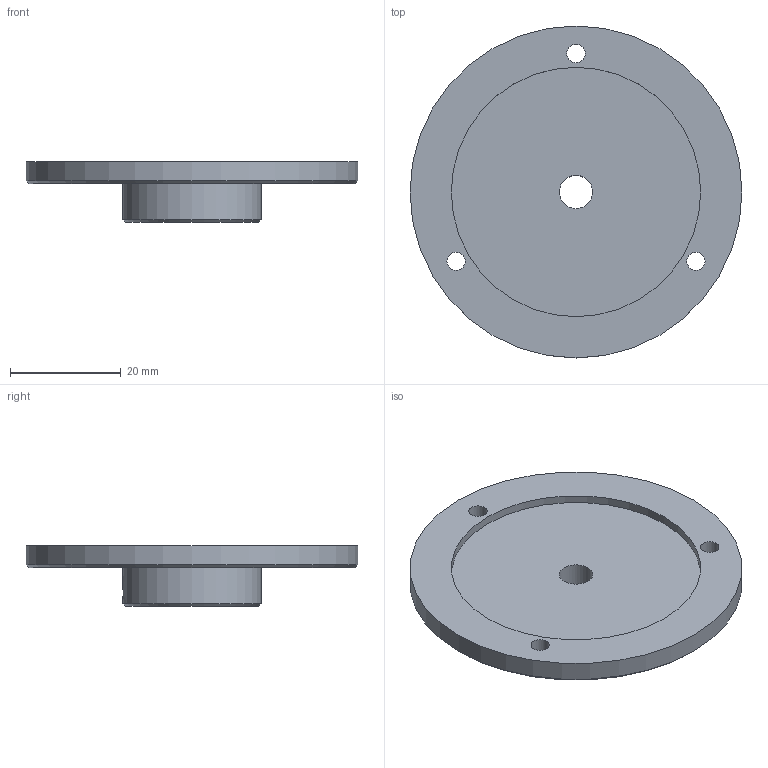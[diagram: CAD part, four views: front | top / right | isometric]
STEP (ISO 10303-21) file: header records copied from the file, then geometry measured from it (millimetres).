
FILE_DESCRIPTION(('STEP AP214'),'1');
FILE_NAME('BMR-020a ADAPTATION PIGNON CODEUR.step','2016-02-17T21:06:21',(' '),(' '),'Spatial InterOp 3D',' ',' ');
FILE_SCHEMA(('automotive_design'));
Length unit declared in the file: millimetre
Products named in the file (1): ADAPTATION PIGNON CODEUR
Bounding box: 59.9 x 59.9 x 11 mm (x, y, z)
Volume: 11871.3 mm3; surface area: 7332.9 mm2
Topology: 1 solids, 1 shells, 14 faces, 38 edges, 27 vertices
Faces by surface type: cylinder 8, plane 4, cone 2
Full cylindrical faces by diameter (mm): 2.5 x1, 3.3 x3, 6 x1, 25 x1, 45 x1, 59.9 x1
Entity records: 543 total; most frequent: CARTESIAN_POINT 127, DIRECTION 62, EDGE_LOOP 36, ORIENTED_EDGE 36, AXIS2_PLACEMENT_3D 31, FACE_OUTER_BOUND 22, EDGE_CURVE 18, VERTEX_POINT 18
